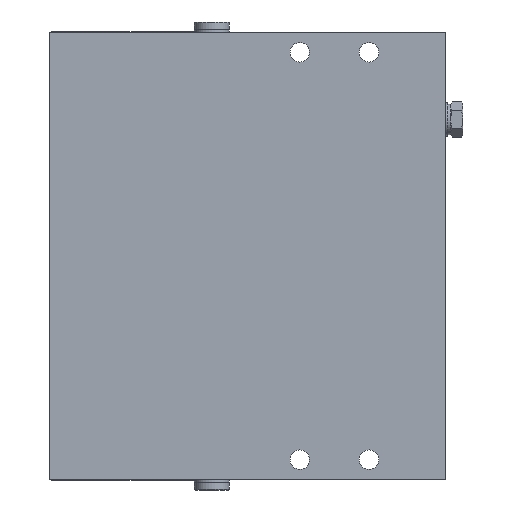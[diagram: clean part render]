
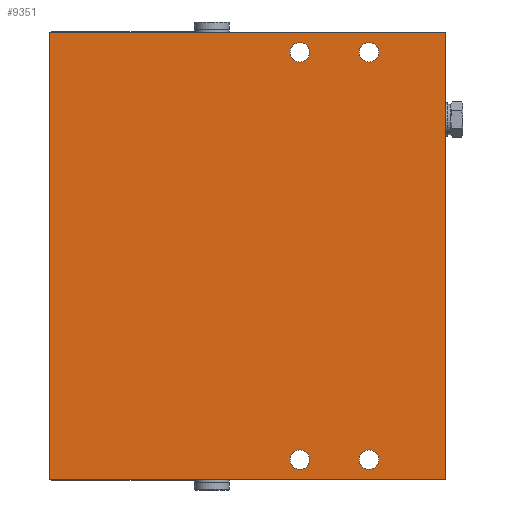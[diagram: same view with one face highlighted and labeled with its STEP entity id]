
A CAD part, front view. The second image highlights one B-rep face of the part: STEP entity #9351.
In plain terms, the highlighted planar face has unit normal (0, -1, 0).
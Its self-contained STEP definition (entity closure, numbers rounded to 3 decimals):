
#485=CIRCLE('',#10394,2.25);
#486=CIRCLE('',#10395,2.25);
#487=CIRCLE('',#10396,2.25);
#488=CIRCLE('',#10397,2.25);
#1122=ORIENTED_EDGE('',*,*,#3631,.T.);
#1123=ORIENTED_EDGE('',*,*,#3632,.T.);
#1124=ORIENTED_EDGE('',*,*,#3633,.T.);
#1125=ORIENTED_EDGE('',*,*,#3634,.T.);
#1126=ORIENTED_EDGE('',*,*,#3635,.T.);
#1127=ORIENTED_EDGE('',*,*,#3636,.F.);
#1128=ORIENTED_EDGE('',*,*,#3586,.F.);
#1129=ORIENTED_EDGE('',*,*,#3310,.T.);
#3310=EDGE_CURVE('',#4570,#4569,#5510,.T.);
#3586=EDGE_CURVE('',#4570,#4844,#5681,.T.);
#3631=EDGE_CURVE('',#4882,#4882,#485,.T.);
#3632=EDGE_CURVE('',#4883,#4883,#486,.T.);
#3633=EDGE_CURVE('',#4884,#4884,#487,.T.);
#3634=EDGE_CURVE('',#4885,#4885,#488,.T.);
#3635=EDGE_CURVE('',#4569,#4886,#5704,.T.);
#3636=EDGE_CURVE('',#4844,#4886,#5705,.T.);
#4569=VERTEX_POINT('',#14197);
#4570=VERTEX_POINT('',#14199);
#4844=VERTEX_POINT('',#14751);
#4882=VERTEX_POINT('',#14868);
#4883=VERTEX_POINT('',#14870);
#4884=VERTEX_POINT('',#14872);
#4885=VERTEX_POINT('',#14874);
#4886=VERTEX_POINT('',#14876);
#5510=LINE('',#14198,#6298);
#5681=LINE('',#14750,#6469);
#5704=LINE('',#14875,#6492);
#5705=LINE('',#14877,#6493);
#6298=VECTOR('',#11314,1000.);
#6469=VECTOR('',#11699,1000.);
#6492=VECTOR('',#11778,1000.);
#6493=VECTOR('',#11779,1000.);
#7200=EDGE_LOOP('',(#1122));
#7201=EDGE_LOOP('',(#1123));
#7202=EDGE_LOOP('',(#1124));
#7203=EDGE_LOOP('',(#1125));
#7204=EDGE_LOOP('',(#1126,#1127,#1128,#1129));
#8144=FACE_BOUND('',#7200,.T.);
#8145=FACE_BOUND('',#7201,.T.);
#8146=FACE_BOUND('',#7202,.T.);
#8147=FACE_BOUND('',#7203,.T.);
#8148=FACE_BOUND('',#7204,.T.);
#8993=PLANE('',#10393);
#9351=ADVANCED_FACE('',(#8144,#8145,#8146,#8147,#8148),#8993,.F.);
#10393=AXIS2_PLACEMENT_3D('',#14866,#11768,#11769);
#10394=AXIS2_PLACEMENT_3D('',#14867,#11770,#11771);
#10395=AXIS2_PLACEMENT_3D('',#14869,#11772,#11773);
#10396=AXIS2_PLACEMENT_3D('',#14871,#11774,#11775);
#10397=AXIS2_PLACEMENT_3D('',#14873,#11776,#11777);
#11314=DIRECTION('',(0.,0.,-1.));
#11699=DIRECTION('',(1.,0.,0.));
#11768=DIRECTION('',(0.,1.,0.));
#11769=DIRECTION('',(0.,0.,1.));
#11770=DIRECTION('',(0.,1.,0.));
#11771=DIRECTION('',(1.,0.,0.));
#11772=DIRECTION('',(0.,1.,0.));
#11773=DIRECTION('',(1.,0.,0.));
#11774=DIRECTION('',(0.,1.,0.));
#11775=DIRECTION('',(1.,0.,0.));
#11776=DIRECTION('',(0.,1.,0.));
#11777=DIRECTION('',(1.,0.,0.));
#11778=DIRECTION('',(1.,0.,0.));
#11779=DIRECTION('',(0.,0.,-1.));
#14197=CARTESIAN_POINT('',(0.,-23.,0.));
#14198=CARTESIAN_POINT('',(0.,-23.,103.));
#14199=CARTESIAN_POINT('',(0.,-23.,103.));
#14750=CARTESIAN_POINT('',(0.,-23.,103.));
#14751=CARTESIAN_POINT('',(91.5,-23.,103.));
#14866=CARTESIAN_POINT('',(0.,-23.,103.));
#14867=CARTESIAN_POINT('',(33.65,-23.,4.5));
#14868=CARTESIAN_POINT('',(35.9,-23.,4.5));
#14869=CARTESIAN_POINT('',(17.65,-23.,98.5));
#14870=CARTESIAN_POINT('',(19.9,-23.,98.5));
#14871=CARTESIAN_POINT('',(33.65,-23.,98.5));
#14872=CARTESIAN_POINT('',(35.9,-23.,98.5));
#14873=CARTESIAN_POINT('',(17.65,-23.,4.5));
#14874=CARTESIAN_POINT('',(19.9,-23.,4.5));
#14875=CARTESIAN_POINT('',(0.,-23.,0.));
#14876=CARTESIAN_POINT('',(91.5,-23.,0.));
#14877=CARTESIAN_POINT('',(91.5,-23.,103.));
